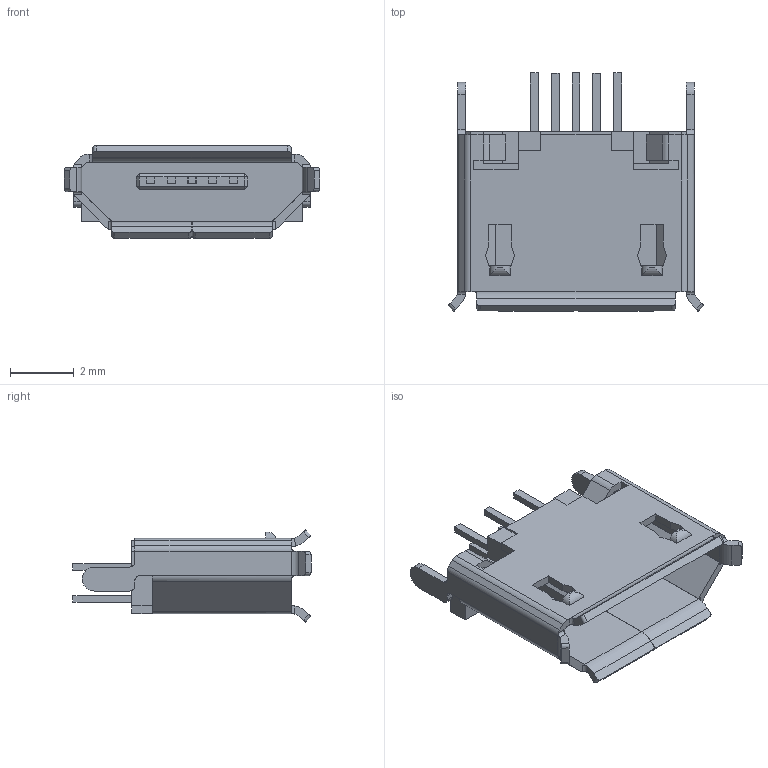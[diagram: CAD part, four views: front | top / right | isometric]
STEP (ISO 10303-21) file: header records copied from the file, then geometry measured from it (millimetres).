
FILE_DESCRIPTION(('FreeCAD Model'),'2;1');
FILE_NAME('USB-micro B-5FS.stp', '2019-11-21T12:32:34',('Author'),(''), 'Open CASCADE STEP processor 7.3','FreeCAD','Unknown');
FILE_SCHEMA(('AUTOMOTIVE_DESIGN_CC2 { 1 2 10303 214 -1 1 5 4 }'));
Length unit declared in the file: millimetre
Products named in the file (12): 614105150721001; 614105150721; Slice.0; Slice.1; Slice001.0; Slice001.1; Slice002.0; Slice002.1; Slice003.0; Slice003.1; Slice004.0; Slice004.1
Bounding box: 8 x 7.45 x 2.9 mm (x, y, z)
Volume: 44.7 mm3; surface area: 314.7 mm2
Topology: 12 solids, 12 shells, 496 faces, 1426 edges, 940 vertices
Faces by surface type: plane 352, cylinder 132, bspline 12
Entity records: 19577 total; most frequent: CARTESIAN_POINT 3694, ORIENTED_EDGE 2852, DIRECTION 2594, EDGE_CURVE 1426, LINE 1136, VECTOR 1136, VERTEX_POINT 940, AXIS2_PLACEMENT_3D 729
